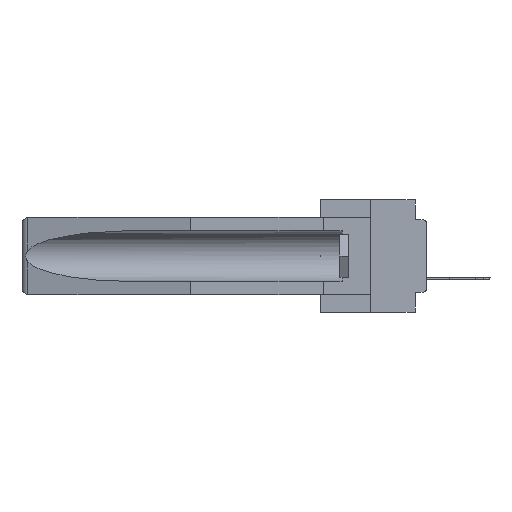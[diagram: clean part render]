
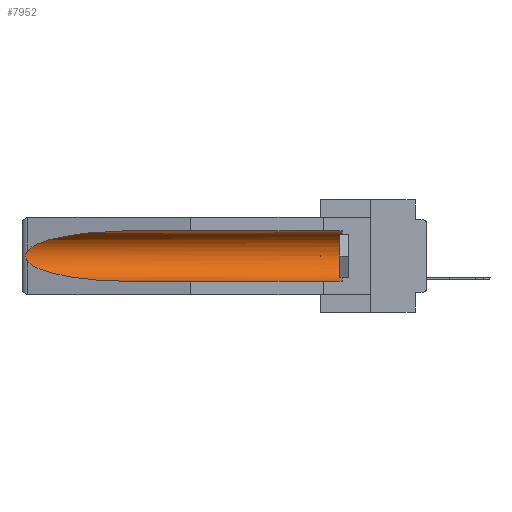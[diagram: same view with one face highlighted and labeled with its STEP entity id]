
A CAD part, left-side view. The second image highlights one B-rep face of the part: STEP entity #7952.
In plain terms, the highlighted cylindrical face has radius 2.857 mm (diameter 5.715 mm), a partial arc.
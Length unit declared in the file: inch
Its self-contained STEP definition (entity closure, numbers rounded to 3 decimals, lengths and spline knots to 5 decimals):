
#116 = CARTESIAN_POINT ( 'NONE',  ( 0.155, -0.30754, -0.059 ) ) ;
#215 = LINE ( 'NONE', #116, #7207 ) ;
#956 = CARTESIAN_POINT ( 'NONE',  ( 0.26537, 1.52718, -0.19328 ) ) ;
#1049 = VECTOR ( 'NONE', #24070, 39.37008 ) ;
#1450 = CARTESIAN_POINT ( 'NONE',  ( 0.155, -0.30754, -0.1715 ) ) ;
#2485 = EDGE_CURVE ( 'NONE', #11360, #7911, #26881, .T. ) ;
#2490 = CARTESIAN_POINT ( 'NONE',  ( 0.21114, 1.30732, -0.059 ) ) ;
#3379 = CARTESIAN_POINT ( 'NONE',  ( 0.155, 0.126, -0.059 ) ) ;
#3948 = CARTESIAN_POINT ( 'NONE',  ( 0.25451, 1.48313, -0.24835 ) ) ;
#4199 = CARTESIAN_POINT ( 'NONE',  ( 0.26597, 1.52961, -0.15275 ) ) ;
#4286 = ORIENTED_EDGE ( 'NONE', *, *, #13709, .T. ) ;
#4295 = DIRECTION ( 'NONE',  ( 0., 1., 0. ) ) ;
#4434 = DIRECTION ( 'NONE',  ( 0., 0., 1. ) ) ;
#4482 = EDGE_CURVE ( 'NONE', #29855, #5748, #215, .T. ) ;
#5371 = ORIENTED_EDGE ( 'NONE', *, *, #29159, .F. ) ;
#5748 = VERTEX_POINT ( 'NONE', #23375 ) ;
#5749 =( BOUNDED_CURVE ( )  B_SPLINE_CURVE ( 3, ( #8753, #2490, #32467, #8869 ),
 .UNSPECIFIED., .F., .T. ) 
 B_SPLINE_CURVE_WITH_KNOTS ( ( 4, 4 ),
 ( 4.71239, 6.08839 ),
 .UNSPECIFIED. ) 
 CURVE ( )  GEOMETRIC_REPRESENTATION_ITEM ( )  RATIONAL_B_SPLINE_CURVE ( ( 1., 0.848, 0.848, 1. ) ) 
 REPRESENTATION_ITEM ( '' )  );
#7207 = VECTOR ( 'NONE', #18183, 39.37008 ) ;
#7351 = CARTESIAN_POINT ( 'NONE',  ( 0.2673, 1.5327, -0.16383 ) ) ;
#7356 = EDGE_CURVE ( 'NONE', #26519, #29855, #18617, .T. ) ;
#7911 = VERTEX_POINT ( 'NONE', #7979 ) ;
#7952 = ADVANCED_FACE ( 'NONE', ( #12144 ), #15855, .F. ) ;
#7979 = CARTESIAN_POINT ( 'NONE',  ( 0.26537, 1.52718, -0.19328 ) ) ;
#8753 = CARTESIAN_POINT ( 'NONE',  ( 0.155, 1.07973, -0.059 ) ) ;
#8869 = CARTESIAN_POINT ( 'NONE',  ( 0.26537, 1.52718, -0.14972 ) ) ;
#9437 = CARTESIAN_POINT ( 'NONE',  ( 0.155, -0.30754, -0.284 ) ) ;
#9965 = CARTESIAN_POINT ( 'NONE',  ( 0.26537, 1.52718, -0.19328 ) ) ;
#9981 = CARTESIAN_POINT ( 'NONE',  ( 0.155, 1.07973, -0.284 ) ) ;
#10275 = DIRECTION ( 'NONE',  ( 0., 0., 1. ) ) ;
#10361 = CARTESIAN_POINT ( 'NONE',  ( 0.26537, 1.52718, -0.14972 ) ) ;
#11360 = VERTEX_POINT ( 'NONE', #19596 ) ;
#12144 = FACE_OUTER_BOUND ( 'NONE', #13085, .T. ) ;
#13085 = EDGE_LOOP ( 'NONE', ( #33176, #35111, #4286, #5371, #17117, #20483 ) ) ;
#13709 = EDGE_CURVE ( 'NONE', #7911, #30027, #20042, .T. ) ;
#15855 = CYLINDRICAL_SURFACE ( 'NONE', #23198, 0.1125 ) ;
#17117 = ORIENTED_EDGE ( 'NONE', *, *, #7356, .T. ) ;
#18018 = CARTESIAN_POINT ( 'NONE',  ( 0.155, 0.126, -0.284 ) ) ;
#18183 = DIRECTION ( 'NONE',  ( 0., 1., 0. ) ) ;
#18617 = CIRCLE ( 'NONE', #21658, 0.1125 ) ;
#19596 = CARTESIAN_POINT ( 'NONE',  ( 0.26537, 1.52718, -0.14972 ) ) ;
#20042 =( BOUNDED_CURVE ( )  B_SPLINE_CURVE ( 3, ( #956, #3948, #27693, #9981 ),
 .UNSPECIFIED., .F., .F. ) 
 B_SPLINE_CURVE_WITH_KNOTS ( ( 4, 4 ),
 ( 0.1948, 1.5708 ),
 .UNSPECIFIED. ) 
 CURVE ( )  GEOMETRIC_REPRESENTATION_ITEM ( )  RATIONAL_B_SPLINE_CURVE ( ( 1., 0.848, 0.848, 1. ) ) 
 REPRESENTATION_ITEM ( '' )  );
#20483 = ORIENTED_EDGE ( 'NONE', *, *, #4482, .T. ) ;
#20564 = EDGE_CURVE ( 'NONE', #5748, #11360, #5749, .T. ) ;
#21658 = AXIS2_PLACEMENT_3D ( 'NONE', #22068, #27994, #10275 ) ;
#22068 = CARTESIAN_POINT ( 'NONE',  ( 0.155, 0.126, -0.1715 ) ) ;
#22148 = CARTESIAN_POINT ( 'NONE',  ( 0.2673, 1.53269, -0.17917 ) ) ;
#23198 = AXIS2_PLACEMENT_3D ( 'NONE', #1450, #4295, #4434 ) ;
#23375 = CARTESIAN_POINT ( 'NONE',  ( 0.155, 1.07973, -0.059 ) ) ;
#24070 = DIRECTION ( 'NONE',  ( 0., 1., 0. ) ) ;
#24710 = CARTESIAN_POINT ( 'NONE',  ( 0.2675, 1.53308, -0.16763 ) ) ;
#24963 = CARTESIAN_POINT ( 'NONE',  ( 0.2675, 1.53308, -0.17534 ) ) ;
#26519 = VERTEX_POINT ( 'NONE', #18018 ) ;
#26881 = B_SPLINE_CURVE_WITH_KNOTS ( 'NONE', 3,
 ( #10361, #4199, #36633, #7351, #24710, #24963, #22148, #36383, #27682, #9965 ),
 .UNSPECIFIED., .F., .F.,
 ( 4, 2, 2, 2, 4 ),
 ( 0., 0.00029, 0.00058, 0.00087, 0.00117 ),
 .UNSPECIFIED. ) ;
#27682 = CARTESIAN_POINT ( 'NONE',  ( 0.26597, 1.5296, -0.19026 ) ) ;
#27693 = CARTESIAN_POINT ( 'NONE',  ( 0.21114, 1.30732, -0.284 ) ) ;
#27994 = DIRECTION ( 'NONE',  ( 0., -1., 0. ) ) ;
#29159 = EDGE_CURVE ( 'NONE', #26519, #30027, #32258, .T. ) ;
#29855 = VERTEX_POINT ( 'NONE', #3379 ) ;
#30027 = VERTEX_POINT ( 'NONE', #31829 ) ;
#31829 = CARTESIAN_POINT ( 'NONE',  ( 0.155, 1.07973, -0.284 ) ) ;
#32258 = LINE ( 'NONE', #9437, #1049 ) ;
#32467 = CARTESIAN_POINT ( 'NONE',  ( 0.25451, 1.48313, -0.09465 ) ) ;
#33176 = ORIENTED_EDGE ( 'NONE', *, *, #20564, .T. ) ;
#35111 = ORIENTED_EDGE ( 'NONE', *, *, #2485, .T. ) ;
#36383 = CARTESIAN_POINT ( 'NONE',  ( 0.26655, 1.53094, -0.18657 ) ) ;
#36633 = CARTESIAN_POINT ( 'NONE',  ( 0.26654, 1.53092, -0.15636 ) ) ;
